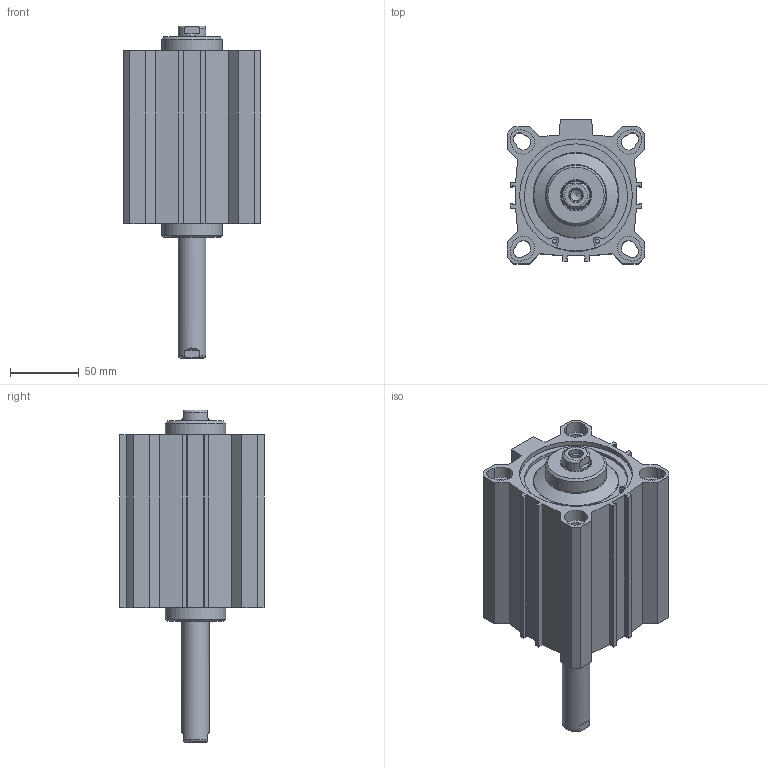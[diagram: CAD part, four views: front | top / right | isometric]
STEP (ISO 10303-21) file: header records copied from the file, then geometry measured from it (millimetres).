
FILE_DESCRIPTION((''),'2;1');
FILE_NAME('FDMP080.080.GS.F.stp','2014-06-10T11:46:15',('carlo.corazza'),(''),'Autodesk Inventor 2012','Autodesk Inventor 2012','');
FILE_SCHEMA(('AUTOMOTIVE_DESIGN { 1 0 10303 214 1 1 1 1 }'));
Length unit declared in the file: millimetre
Products named in the file (4): FDMP080..GS.F; CORPO-080; STELO-080; TA
Assembly tree (5 placements, depth 2):
  FDMP080..GS.F
    CORPO-080
    STELO-080  x2
    TA  x2
Bounding box: 100 x 105 x 242 mm (x, y, z)
Volume: 519263.6 mm3; surface area: 173517 mm2
Topology: 5 solids, 5 shells, 287 faces, 688 edges, 436 vertices
Faces by surface type: plane 115, cylinder 102, cone 52, torus 18
Full cylindrical faces by diameter (mm): 3 x4, 4.3 x2, 8.376 x4, 10.25 x2, 11.445 x2, 20 x2, 20.6 x2, 21.9 x2, 23 x2, 24.8 x2, 25 x2, 44 x2, 80 x1, 80.2 x1, 81.7 x4, 82.1 x2, 85.6 x2
Entity records: 6640 total; most frequent: CARTESIAN_POINT 1172, DIRECTION 1126, ORIENTED_EDGE 942, EDGE_CURVE 471, AXIS2_PLACEMENT_3D 435, VERTEX_POINT 339, EDGE_LOOP 320, VECTOR 256
